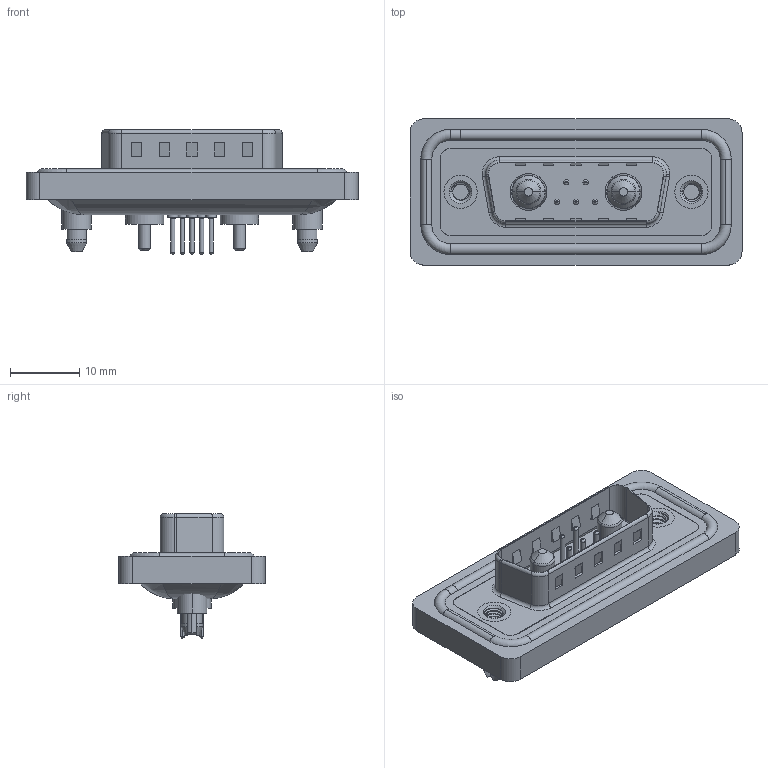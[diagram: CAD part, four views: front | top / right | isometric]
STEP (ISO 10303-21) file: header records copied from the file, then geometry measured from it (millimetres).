
FILE_DESCRIPTION (( 'STEP AP203' ), '1' );
FILE_NAME ('627W7W2-124-1ND.STEP', '2024-03-20T14:29:44', ( '' ), ( '' ), 'SwSTEP 2.0', 'SolidWorks 2023', '' );
FILE_SCHEMA (( 'CONFIG_CONTROL_DESIGN' ));
Length unit declared in the file: millimetre
Products named in the file (10): 627Combo Shell Rear_15 Contacts; 627Combo Contact Row 1_24; 627Combo Waterproof Housing_15 Contacts; 627Combo Threaded Boardlock_5; 627Combo Shell Front_15 Contacts; 627Combo Housing_7W2; 627Combo Threaded Boardlock_D; 627Combo Contact Row 2_24; 627W7W2-124-1ND; Power Pin_10A S
Assembly tree (13 placements, depth 2):
  627W7W2-124-1ND
    627Combo Housing_7W2
    627Combo Waterproof Housing_15 Contacts
    627Combo Shell Rear_15 Contacts
    627Combo Shell Front_15 Contacts
    627Combo Threaded Boardlock_D
    Power Pin_10A S  x2
    627Combo Threaded Boardlock_5
    627Combo Contact Row 1_24  x2
    627Combo Contact Row 2_24  x3
Bounding box: 47.9 x 21.1 x 17.9 mm (x, y, z)
Volume: 5622 mm3; surface area: 9103.7 mm2
Topology: 16 solids, 16 shells, 768 faces, 1815 edges, 1127 vertices
Faces by surface type: cylinder 332, plane 248, torus 148, cone 27, bspline 13
Entity records: 24178 total; most frequent: CARTESIAN_POINT 7641, DIRECTION 3363, ORIENTED_EDGE 3134, EDGE_CURVE 1567, AXIS2_PLACEMENT_3D 1306, VERTEX_POINT 989, VECTOR 751, LINE 751
